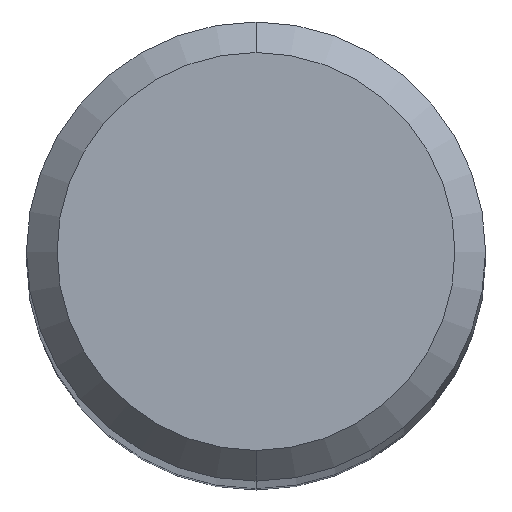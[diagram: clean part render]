
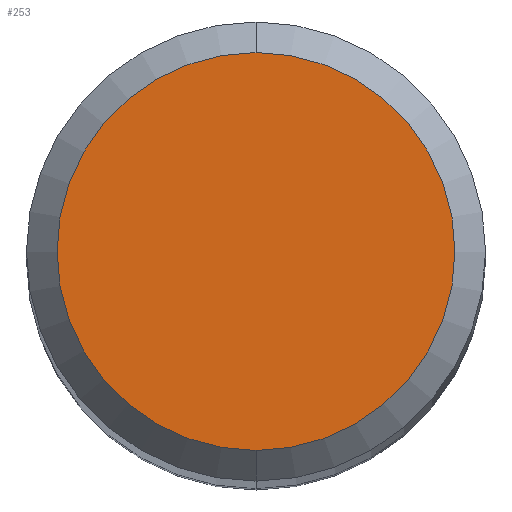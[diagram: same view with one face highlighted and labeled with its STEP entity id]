
A CAD part, top view. The second image highlights one B-rep face of the part: STEP entity #253.
In plain terms, the highlighted planar face has unit normal (0, 0, 1).
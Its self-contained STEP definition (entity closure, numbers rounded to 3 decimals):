
#253=ADVANCED_FACE('',(#539),#540,.T.);
#303=VERTEX_POINT('',#596);
#321=VERTEX_POINT('',#616);
#347=EDGE_CURVE('',#321,#303,#644,.T.);
#397=EDGE_CURVE('',#303,#321,#698,.T.);
#539=FACE_OUTER_BOUND('',#909,.T.);
#540=PLANE('',#910);
#596=CARTESIAN_POINT('',(0.,-2.6,0.0));
#616=CARTESIAN_POINT('',(0.0,2.6,0.0));
#644=CIRCLE('',#1109,2.6);
#698=CIRCLE('',#1210,2.6);
#909=EDGE_LOOP('',(#1436,#1437));
#910=AXIS2_PLACEMENT_3D('',#1438,#1439,#1440);
#1109=AXIS2_PLACEMENT_3D('',#1552,#1553,#1554);
#1210=AXIS2_PLACEMENT_3D('',#1617,#1618,#1619);
#1436=ORIENTED_EDGE('',*,*,#347,.F.);
#1437=ORIENTED_EDGE('',*,*,#397,.F.);
#1438=CARTESIAN_POINT('',(0.0,1.3,0.0));
#1439=DIRECTION('',(-0.0,0.0,1.0));
#1440=DIRECTION('',(0.0,-1.0,0.0));
#1552=CARTESIAN_POINT('',(0.0,0.0,0.0));
#1553=DIRECTION('',(0.0,0.0,-1.0));
#1554=DIRECTION('',(0.0,1.0,0.0));
#1617=CARTESIAN_POINT('',(0.0,0.0,0.0));
#1618=DIRECTION('',(0.0,0.0,-1.0));
#1619=DIRECTION('',(0.0,1.0,0.0));
